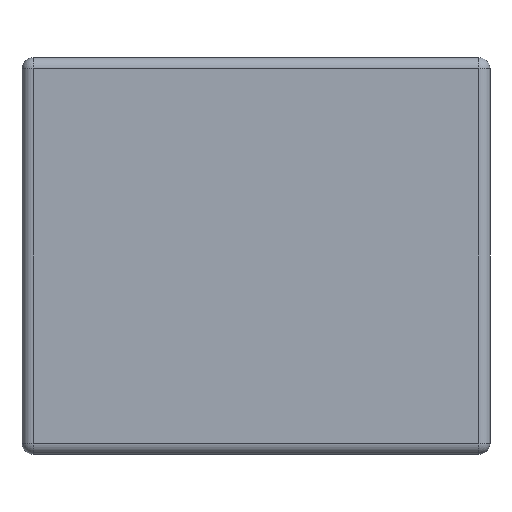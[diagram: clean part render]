
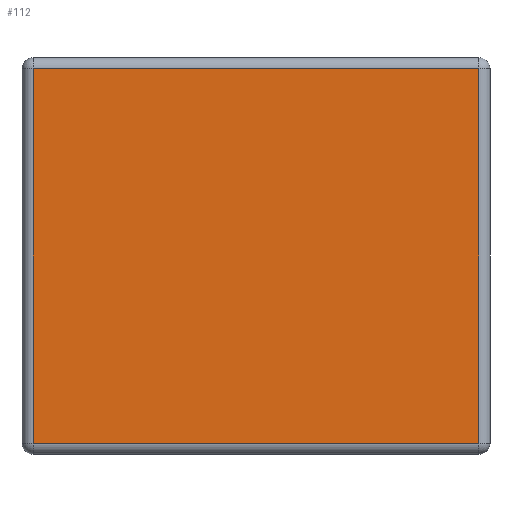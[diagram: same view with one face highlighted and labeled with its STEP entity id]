
A CAD part, front view. The second image highlights one B-rep face of the part: STEP entity #112.
In plain terms, the highlighted planar face has unit normal (0, -1, 0).
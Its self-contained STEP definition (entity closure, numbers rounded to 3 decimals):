
#10 = LINE ( 'NONE', #402, #212 ) ;
#101 = FACE_OUTER_BOUND ( 'NONE', #871, .T. ) ;
#109 = ORIENTED_EDGE ( 'NONE', *, *, #1516, .T. ) ;
#112 = ADVANCED_FACE ( 'NONE', ( #101 ), #962, .F. ) ;
#137 = VERTEX_POINT ( 'NONE', #1302 ) ;
#156 = EDGE_CURVE ( 'NONE', #188, #137, #250, .T. ) ;
#188 = VERTEX_POINT ( 'NONE', #1694 ) ;
#212 = VECTOR ( 'NONE', #1472, 1000. ) ;
#236 = DIRECTION ( 'NONE',  ( 0., 1., 0. ) ) ;
#250 = LINE ( 'NONE', #1180, #1281 ) ;
#296 = CARTESIAN_POINT ( 'NONE',  ( 40.5, 0., 0. ) ) ;
#377 = ORIENTED_EDGE ( 'NONE', *, *, #156, .T. ) ;
#402 = CARTESIAN_POINT ( 'NONE',  ( -40.5, 0., 0. ) ) ;
#417 = VECTOR ( 'NONE', #1487, 1000. ) ;
#423 = EDGE_CURVE ( 'NONE', #642, #1190, #841, .T. ) ;
#436 = CARTESIAN_POINT ( 'NONE',  ( 40.5, 0., -34. ) ) ;
#454 = AXIS2_PLACEMENT_3D ( 'NONE', #1495, #236, #894 ) ;
#570 = ORIENTED_EDGE ( 'NONE', *, *, #789, .T. ) ;
#642 = VERTEX_POINT ( 'NONE', #766 ) ;
#647 = DIRECTION ( 'NONE',  ( -1., 0., 0. ) ) ;
#766 = CARTESIAN_POINT ( 'NONE',  ( -40.5, 0., -34. ) ) ;
#789 = EDGE_CURVE ( 'NONE', #137, #642, #10, .T. ) ;
#841 = LINE ( 'NONE', #1253, #1600 ) ;
#871 = EDGE_LOOP ( 'NONE', ( #109, #377, #570, #1203 ) ) ;
#894 = DIRECTION ( 'NONE',  ( 0., 0., 1. ) ) ;
#962 = PLANE ( 'NONE',  #454 ) ;
#1180 = CARTESIAN_POINT ( 'NONE',  ( 0., 0., 34. ) ) ;
#1190 = VERTEX_POINT ( 'NONE', #436 ) ;
#1203 = ORIENTED_EDGE ( 'NONE', *, *, #423, .T. ) ;
#1253 = CARTESIAN_POINT ( 'NONE',  ( 0., 0., -34. ) ) ;
#1281 = VECTOR ( 'NONE', #647, 1000. ) ;
#1302 = CARTESIAN_POINT ( 'NONE',  ( -40.5, 0., 34. ) ) ;
#1472 = DIRECTION ( 'NONE',  ( 0., 0., -1. ) ) ;
#1487 = DIRECTION ( 'NONE',  ( 0., 0., 1. ) ) ;
#1495 = CARTESIAN_POINT ( 'NONE',  ( 0., 0., 0. ) ) ;
#1503 = DIRECTION ( 'NONE',  ( 1., 0., 0. ) ) ;
#1516 = EDGE_CURVE ( 'NONE', #1190, #188, #1602, .T. ) ;
#1600 = VECTOR ( 'NONE', #1503, 1000. ) ;
#1602 = LINE ( 'NONE', #296, #417 ) ;
#1694 = CARTESIAN_POINT ( 'NONE',  ( 40.5, 0., 34. ) ) ;
